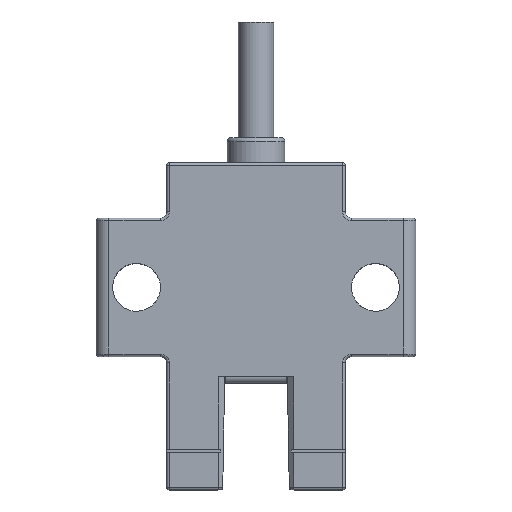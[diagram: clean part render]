
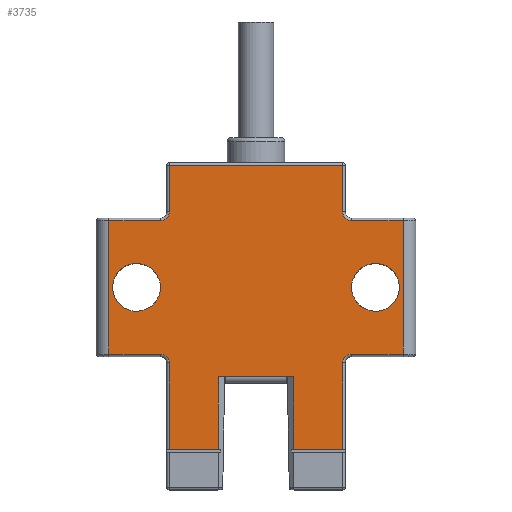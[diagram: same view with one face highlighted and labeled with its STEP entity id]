
A CAD part, top view. The second image highlights one B-rep face of the part: STEP entity #3735.
In plain terms, the highlighted planar face has unit normal (0, 0, 1).
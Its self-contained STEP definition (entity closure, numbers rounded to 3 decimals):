
#358=CARTESIAN_POINT('',(16.85,3.1,3.35));
#359=DIRECTION('',(0.,0.,1.));
#360=DIRECTION('',(0.289,-0.957,0.));
#361=AXIS2_PLACEMENT_3D('',#358,#359,#360);
#363=DIRECTION('',(-1.,0.,0.));
#364=VECTOR('',#363,4.1);
#365=CARTESIAN_POINT('',(-0.25,-2.2,3.35));
#366=LINE('',#365,#364);
#367=DIRECTION('',(0.,-1.,0.));
#368=VECTOR('',#367,10.6);
#369=CARTESIAN_POINT('',(-4.35,8.4,3.35));
#370=LINE('',#369,#368);
#371=DIRECTION('',(1.,0.,0.));
#372=VECTOR('',#371,4.1);
#373=CARTESIAN_POINT('',(-4.35,8.4,3.35));
#374=LINE('',#373,#372);
#375=DIRECTION('',(0.,1.,0.));
#376=VECTOR('',#375,3.7);
#377=CARTESIAN_POINT('',(0.45,9.1,3.35));
#378=LINE('',#377,#376);
#379=DIRECTION('',(-1.,0.,0.));
#380=VECTOR('',#379,13.8);
#381=CARTESIAN_POINT('',(14.25,12.8,3.35));
#382=LINE('',#381,#380);
#383=DIRECTION('',(0.,-1.,0.));
#384=VECTOR('',#383,3.7);
#385=CARTESIAN_POINT('',(14.25,12.8,3.35));
#386=LINE('',#385,#384);
#387=CARTESIAN_POINT('',(14.95,9.1,3.35));
#388=DIRECTION('',(0.,0.,-1.));
#389=DIRECTION('',(0.,-1.,0.));
#390=AXIS2_PLACEMENT_3D('',#387,#388,#389);
#392=DIRECTION('',(-1.,0.,0.));
#393=VECTOR('',#392,4.1);
#394=CARTESIAN_POINT('',(19.05,8.4,3.35));
#395=LINE('',#394,#393);
#396=DIRECTION('',(0.,1.,0.));
#397=VECTOR('',#396,10.6);
#398=CARTESIAN_POINT('',(19.05,-2.2,3.35));
#399=LINE('',#398,#397);
#400=DIRECTION('',(-1.,0.,0.));
#401=VECTOR('',#400,4.1);
#402=CARTESIAN_POINT('',(19.05,-2.2,3.35));
#403=LINE('',#402,#401);
#404=DIRECTION('',(0.,-1.,0.));
#405=VECTOR('',#404,6.9);
#406=CARTESIAN_POINT('',(14.25,-2.9,3.35));
#407=LINE('',#406,#405);
#408=DIRECTION('',(0.,1.,0.));
#409=VECTOR('',#408,5.8);
#410=CARTESIAN_POINT('',(10.35,-9.8,3.35));
#411=LINE('',#410,#409);
#412=DIRECTION('',(0.,-1.,0.));
#413=VECTOR('',#412,5.8);
#414=CARTESIAN_POINT('',(4.35,-4.,3.35));
#415=LINE('',#414,#413);
#416=DIRECTION('',(0.,1.,0.));
#417=VECTOR('',#416,6.9);
#418=CARTESIAN_POINT('',(0.45,-9.8,3.35));
#419=LINE('',#418,#417);
#453=CARTESIAN_POINT('',(-2.15,3.1,3.35));
#454=DIRECTION('',(0.,0.,-1.));
#455=DIRECTION('',(-0.289,0.957,0.));
#456=AXIS2_PLACEMENT_3D('',#453,#454,#455);
#484=CARTESIAN_POINT('',(-2.15,3.1,3.35));
#485=DIRECTION('',(0.,0.,-1.));
#486=DIRECTION('',(-0.289,-0.957,0.));
#487=AXIS2_PLACEMENT_3D('',#484,#485,#486);
#662=CARTESIAN_POINT('',(-0.25,-2.9,3.35));
#663=DIRECTION('',(0.,0.,-1.));
#664=DIRECTION('',(0.,1.,0.));
#665=AXIS2_PLACEMENT_3D('',#662,#663,#664);
#796=CARTESIAN_POINT('',(16.85,3.1,3.35));
#797=DIRECTION('',(0.,0.,-1.));
#798=DIRECTION('',(0.289,-0.957,0.));
#799=AXIS2_PLACEMENT_3D('',#796,#797,#798);
#1504=CARTESIAN_POINT('',(-0.25,9.1,3.35));
#1505=DIRECTION('',(0.,0.,-1.));
#1506=DIRECTION('',(1.,0.,0.));
#1507=AXIS2_PLACEMENT_3D('',#1504,#1505,#1506);
#1769=DIRECTION('',(1.,0.,0.));
#1770=VECTOR('',#1769,3.9);
#1771=CARTESIAN_POINT('',(0.45,-9.8,3.35));
#1772=LINE('',#1771,#1770);
#1797=DIRECTION('',(1.,0.,0.));
#1798=VECTOR('',#1797,6.);
#1799=CARTESIAN_POINT('',(4.35,-4.,3.35));
#1800=LINE('',#1799,#1798);
#2428=DIRECTION('',(1.,0.,0.));
#2429=VECTOR('',#2428,3.9);
#2430=CARTESIAN_POINT('',(10.35,-9.8,3.35));
#2431=LINE('',#2430,#2429);
#2442=CARTESIAN_POINT('',(14.95,-2.9,3.35));
#2443=DIRECTION('',(0.,0.,-1.));
#2444=DIRECTION('',(-1.,0.,0.));
#2445=AXIS2_PLACEMENT_3D('',#2442,#2443,#2444);
#2595=CARTESIAN_POINT('',(10.35,-9.8,3.35));
#2596=CARTESIAN_POINT('',(10.35,-4.,3.35));
#2597=VERTEX_POINT('',#2595);
#2598=VERTEX_POINT('',#2596);
#2605=CARTESIAN_POINT('',(4.35,-9.8,3.35));
#2607=VERTEX_POINT('',#2605);
#2609=CARTESIAN_POINT('',(4.35,-4.,3.35));
#2610=VERTEX_POINT('',#2609);
#2655=CARTESIAN_POINT('',(0.45,-9.8,3.35));
#2657=VERTEX_POINT('',#2655);
#2661=CARTESIAN_POINT('',(0.45,-2.9,3.35));
#2662=VERTEX_POINT('',#2661);
#2664=CARTESIAN_POINT('',(14.25,-9.8,3.35));
#2666=VERTEX_POINT('',#2664);
#2667=CARTESIAN_POINT('',(14.25,-2.9,3.35));
#2668=VERTEX_POINT('',#2667);
#2679=CARTESIAN_POINT('',(14.25,12.8,3.35));
#2680=CARTESIAN_POINT('',(0.45,12.8,3.35));
#2681=VERTEX_POINT('',#2679);
#2682=VERTEX_POINT('',#2680);
#2693=CARTESIAN_POINT('',(0.45,9.1,3.35));
#2694=VERTEX_POINT('',#2693);
#2711=CARTESIAN_POINT('',(17.4,1.281,3.35));
#2712=CARTESIAN_POINT('',(17.4,4.919,3.35));
#2713=VERTEX_POINT('',#2711);
#2714=VERTEX_POINT('',#2712);
#2723=CARTESIAN_POINT('',(-2.7,4.919,3.35));
#2724=CARTESIAN_POINT('',(-2.7,1.281,3.35));
#2725=VERTEX_POINT('',#2723);
#2726=VERTEX_POINT('',#2724);
#2777=CARTESIAN_POINT('',(-4.35,-2.2,3.35));
#2778=VERTEX_POINT('',#2777);
#2779=CARTESIAN_POINT('',(-0.25,-2.2,3.35));
#2780=VERTEX_POINT('',#2779);
#2797=CARTESIAN_POINT('',(19.05,-2.2,3.35));
#2798=VERTEX_POINT('',#2797);
#2801=CARTESIAN_POINT('',(14.95,-2.2,3.35));
#2802=VERTEX_POINT('',#2801);
#2804=CARTESIAN_POINT('',(-0.25,8.4,3.35));
#2806=VERTEX_POINT('',#2804);
#2807=CARTESIAN_POINT('',(-4.35,8.4,3.35));
#2808=VERTEX_POINT('',#2807);
#2827=CARTESIAN_POINT('',(14.95,8.4,3.35));
#2828=CARTESIAN_POINT('',(14.25,9.1,3.35));
#2829=VERTEX_POINT('',#2827);
#2830=VERTEX_POINT('',#2828);
#2835=CARTESIAN_POINT('',(19.05,8.4,3.35));
#2836=VERTEX_POINT('',#2835);
#3678=CARTESIAN_POINT('',(0.,13.,3.35));
#3679=DIRECTION('',(0.,0.,1.));
#3680=DIRECTION('',(0.,-1.,0.));
#3681=AXIS2_PLACEMENT_3D('',#3678,#3679,#3680);
#3682=PLANE('',#3681);
#3684=ORIENTED_EDGE('',*,*,#3683,.T.);
#3686=ORIENTED_EDGE('',*,*,#3685,.F.);
#3688=ORIENTED_EDGE('',*,*,#3687,.T.);
#3690=ORIENTED_EDGE('',*,*,#3689,.F.);
#3692=ORIENTED_EDGE('',*,*,#3691,.T.);
#3694=ORIENTED_EDGE('',*,*,#3693,.F.);
#3695=ORIENTED_EDGE('',*,*,#3655,.T.);
#3696=ORIENTED_EDGE('',*,*,#3668,.F.);
#3698=ORIENTED_EDGE('',*,*,#3697,.F.);
#3700=ORIENTED_EDGE('',*,*,#3699,.F.);
#3702=ORIENTED_EDGE('',*,*,#3701,.T.);
#3704=ORIENTED_EDGE('',*,*,#3703,.F.);
#3706=ORIENTED_EDGE('',*,*,#3705,.T.);
#3708=ORIENTED_EDGE('',*,*,#3707,.F.);
#3710=ORIENTED_EDGE('',*,*,#3709,.T.);
#3712=ORIENTED_EDGE('',*,*,#3711,.F.);
#3714=ORIENTED_EDGE('',*,*,#3713,.T.);
#3716=ORIENTED_EDGE('',*,*,#3715,.F.);
#3718=ORIENTED_EDGE('',*,*,#3717,.T.);
#3720=ORIENTED_EDGE('',*,*,#3719,.F.);
#3721=EDGE_LOOP('',(#3684,#3686,#3688,#3690,#3692,#3694,#3695,#3696,#3698,#3700,
#3702,#3704,#3706,#3708,#3710,#3712,#3714,#3716,#3718,#3720));
#3722=FACE_OUTER_BOUND('',#3721,.F.);
#3724=ORIENTED_EDGE('',*,*,#3723,.F.);
#3726=ORIENTED_EDGE('',*,*,#3725,.F.);
#3727=EDGE_LOOP('',(#3724,#3726));
#3728=FACE_BOUND('',#3727,.F.);
#3730=ORIENTED_EDGE('',*,*,#3729,.F.);
#3732=ORIENTED_EDGE('',*,*,#3731,.T.);
#3733=EDGE_LOOP('',(#3730,#3732));
#3734=FACE_BOUND('',#3733,.F.);
#3735=ADVANCED_FACE('',(#3722,#3728,#3734),#3682,.T.);
#362=CIRCLE('',#361,1.9);
#391=CIRCLE('',#390,0.7);
#457=CIRCLE('',#456,1.9);
#488=CIRCLE('',#487,1.9);
#666=CIRCLE('',#665,0.7);
#800=CIRCLE('',#799,1.9);
#1508=CIRCLE('',#1507,0.7);
#2446=CIRCLE('',#2445,0.7);
#3655=EDGE_CURVE('',#2681,#2830,#386,.T.);
#3668=EDGE_CURVE('',#2829,#2830,#391,.T.);
#3683=EDGE_CURVE('',#2780,#2778,#366,.T.);
#3685=EDGE_CURVE('',#2808,#2778,#370,.T.);
#3687=EDGE_CURVE('',#2808,#2806,#374,.T.);
#3689=EDGE_CURVE('',#2694,#2806,#1508,.T.);
#3691=EDGE_CURVE('',#2694,#2682,#378,.T.);
#3693=EDGE_CURVE('',#2681,#2682,#382,.T.);
#3697=EDGE_CURVE('',#2836,#2829,#395,.T.);
#3699=EDGE_CURVE('',#2798,#2836,#399,.T.);
#3701=EDGE_CURVE('',#2798,#2802,#403,.T.);
#3703=EDGE_CURVE('',#2668,#2802,#2446,.T.);
#3705=EDGE_CURVE('',#2668,#2666,#407,.T.);
#3707=EDGE_CURVE('',#2597,#2666,#2431,.T.);
#3709=EDGE_CURVE('',#2597,#2598,#411,.T.);
#3711=EDGE_CURVE('',#2610,#2598,#1800,.T.);
#3713=EDGE_CURVE('',#2610,#2607,#415,.T.);
#3715=EDGE_CURVE('',#2657,#2607,#1772,.T.);
#3717=EDGE_CURVE('',#2657,#2662,#419,.T.);
#3719=EDGE_CURVE('',#2780,#2662,#666,.T.);
#3723=EDGE_CURVE('',#2725,#2726,#457,.T.);
#3725=EDGE_CURVE('',#2726,#2725,#488,.T.);
#3729=EDGE_CURVE('',#2713,#2714,#800,.T.);
#3731=EDGE_CURVE('',#2713,#2714,#362,.T.);
